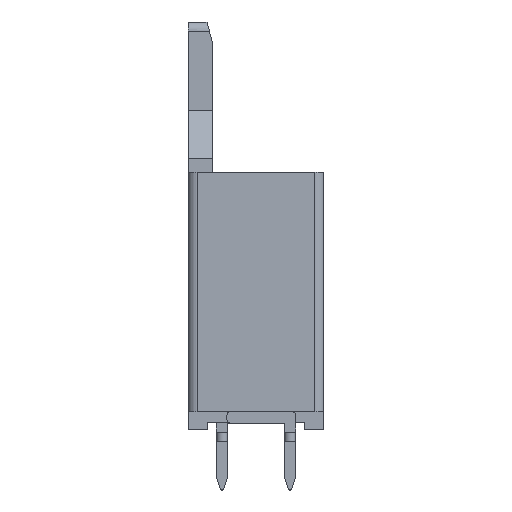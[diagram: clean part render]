
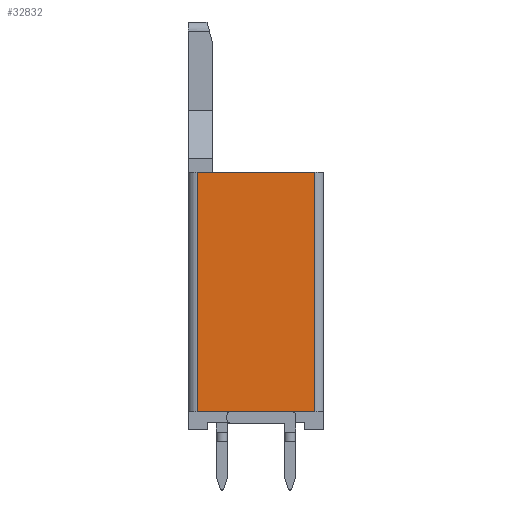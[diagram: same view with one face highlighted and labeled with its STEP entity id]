
A CAD part, left-side view. The second image highlights one B-rep face of the part: STEP entity #32832.
In plain terms, the highlighted planar face has unit normal (-1, 0, 0).
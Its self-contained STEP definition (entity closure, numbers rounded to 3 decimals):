
#32832=ADVANCED_FACE('',(#33368),#33402,.F.);
#33368=FACE_OUTER_BOUND('',#33369,.T.);
#33369=EDGE_LOOP('',(#33370,#33371,#33372,#33373));
#33370=ORIENTED_EDGE('',*,*,#33374,.F.);
#33371=ORIENTED_EDGE('',*,*,#33383,.T.);
#33372=ORIENTED_EDGE('',*,*,#33390,.F.);
#33373=ORIENTED_EDGE('',*,*,#33397,.T.);
#33374=EDGE_CURVE('',#33379,#33380,#33375,.T.);
#33375=LINE('',#33376,#33377);
#33376=CARTESIAN_POINT('',(-34.418,8.782,
   1.));
#33377=VECTOR('',#33378,1.);
#33378=DIRECTION('',(0.,1.,0.));
#33379=VERTEX_POINT('',#33381);
#33380=VERTEX_POINT('',#33382);
#33381=CARTESIAN_POINT('',(-34.418,1.782,
   1.));
#33382=CARTESIAN_POINT('',(-34.418,8.282,
   1.));
#33383=EDGE_CURVE('',#33379,#33388,#33384,.F.);
#33384=LINE('',#33385,#33386);
#33385=CARTESIAN_POINT('',(-34.418,1.782,
   14.2));
#33386=VECTOR('',#33387,1.);
#33387=DIRECTION('',(0.,0.,-1.));
#33388=VERTEX_POINT('',#33389);
#33389=CARTESIAN_POINT('',(-34.418,1.782,
   14.2));
#33390=EDGE_CURVE('',#33395,#33388,#33391,.T.);
#33391=LINE('',#33392,#33393);
#33392=CARTESIAN_POINT('',(-34.418,8.782,
   14.2));
#33393=VECTOR('',#33394,1.);
#33394=DIRECTION('',(0.,-1.,0.));
#33395=VERTEX_POINT('',#33396);
#33396=CARTESIAN_POINT('',(-34.418,8.282,
   14.2));
#33397=EDGE_CURVE('',#33395,#33380,#33398,.T.);
#33398=LINE('',#33399,#33400);
#33399=CARTESIAN_POINT('',(-34.418,8.282,
   14.2));
#33400=VECTOR('',#33401,1.);
#33401=DIRECTION('',(0.,0.,-1.));
#33402=PLANE('',#33403);
#33403=AXIS2_PLACEMENT_3D('',#33404,#33405,#33406);
#33404=CARTESIAN_POINT('',(-34.418,8.782,
   14.2));
#33405=DIRECTION('',(1.,0.,0.));
#33406=DIRECTION('',(0.,0.,-1.));
